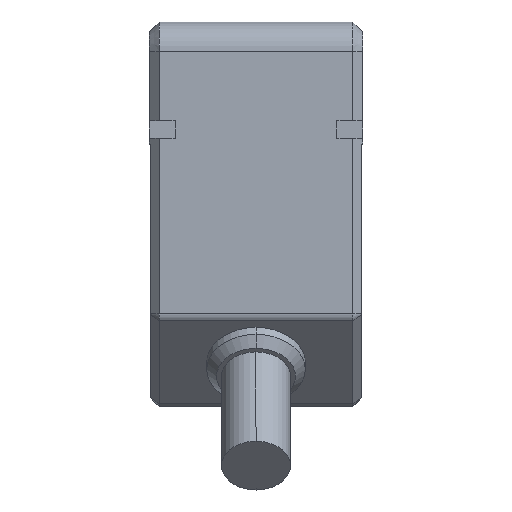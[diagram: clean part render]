
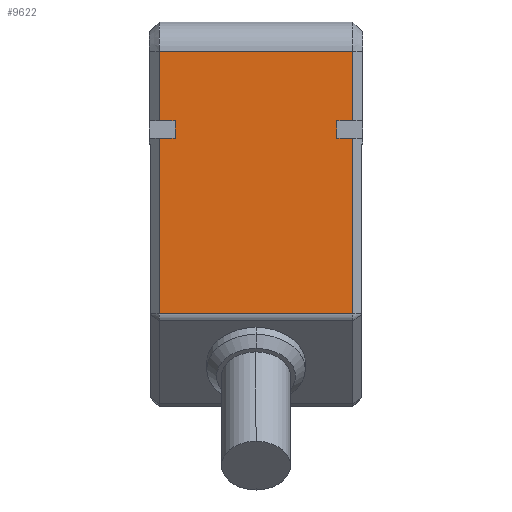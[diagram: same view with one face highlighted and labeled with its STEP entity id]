
A CAD part, front view. The second image highlights one B-rep face of the part: STEP entity #9622.
In plain terms, the highlighted planar face has unit normal (0, -1, 0).
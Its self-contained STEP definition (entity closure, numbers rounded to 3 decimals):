
#25 = VECTOR ( 'NONE', #805, 1000. ) ;
#33 = CARTESIAN_POINT ( 'NONE',  ( 4.1, -15.75, -5. ) ) ;
#190 = FACE_OUTER_BOUND ( 'NONE', #8782, .T. ) ;
#218 = ORIENTED_EDGE ( 'NONE', *, *, #10218, .F. ) ;
#295 = EDGE_CURVE ( 'NONE', #9630, #3704, #4891, .T. ) ;
#388 = CARTESIAN_POINT ( 'NONE',  ( 4.9, -15.75, -10.346 ) ) ;
#583 = CARTESIAN_POINT ( 'NONE',  ( 0., -15.75, -5. ) ) ;
#639 = VERTEX_POINT ( 'NONE', #7960 ) ;
#805 = DIRECTION ( 'NONE',  ( -1., 0., 0. ) ) ;
#816 = VERTEX_POINT ( 'NONE', #3307 ) ;
#1053 = CARTESIAN_POINT ( 'NONE',  ( 4.1, -15.75, -5.9 ) ) ;
#1078 = EDGE_CURVE ( 'NONE', #8934, #5830, #10390, .T. ) ;
#1132 = CARTESIAN_POINT ( 'NONE',  ( -4.9, -15.75, -8.146 ) ) ;
#1283 = VERTEX_POINT ( 'NONE', #33 ) ;
#1361 = CARTESIAN_POINT ( 'NONE',  ( 4.9, -15.75, -8.146 ) ) ;
#1387 = VECTOR ( 'NONE', #6284, 1000. ) ;
#1876 = EDGE_CURVE ( 'NONE', #639, #9630, #7762, .T. ) ;
#2086 = DIRECTION ( 'NONE',  ( 0., 0., 1. ) ) ;
#2106 = VECTOR ( 'NONE', #5847, 1000. ) ;
#2231 = DIRECTION ( 'NONE',  ( 1., 0., 0. ) ) ;
#2408 = ORIENTED_EDGE ( 'NONE', *, *, #3270, .F. ) ;
#2565 = CARTESIAN_POINT ( 'NONE',  ( 4.1, -15.75, -8.146 ) ) ;
#2665 = DIRECTION ( 'NONE',  ( 0., 0., 1. ) ) ;
#2739 = LINE ( 'NONE', #6021, #9003 ) ;
#2909 = LINE ( 'NONE', #6191, #10224 ) ;
#2929 = ORIENTED_EDGE ( 'NONE', *, *, #7072, .F. ) ;
#2997 = CARTESIAN_POINT ( 'NONE',  ( 0., -15.75, -5.9 ) ) ;
#3270 = EDGE_CURVE ( 'NONE', #1283, #5340, #9957, .T. ) ;
#3307 = CARTESIAN_POINT ( 'NONE',  ( 4.9, -15.75, -5. ) ) ;
#3341 = VERTEX_POINT ( 'NONE', #10161 ) ;
#3456 = PLANE ( 'NONE',  #10425 ) ;
#3515 = CARTESIAN_POINT ( 'NONE',  ( 4.9, -15.75, -1.5 ) ) ;
#3644 = LINE ( 'NONE', #6932, #8162 ) ;
#3662 = DIRECTION ( 'NONE',  ( 0., 0., -1. ) ) ;
#3704 = VERTEX_POINT ( 'NONE', #10523 ) ;
#3862 = DIRECTION ( 'NONE',  ( -1., 0., 0. ) ) ;
#4240 = ORIENTED_EDGE ( 'NONE', *, *, #6511, .F. ) ;
#4415 = DIRECTION ( 'NONE',  ( 0., 0., 1. ) ) ;
#4641 = DIRECTION ( 'NONE',  ( 0., 0., -1. ) ) ;
#4698 = VECTOR ( 'NONE', #3862, 1000. ) ;
#4888 = VECTOR ( 'NONE', #4415, 1000. ) ;
#4891 = LINE ( 'NONE', #8190, #25 ) ;
#4896 = ORIENTED_EDGE ( 'NONE', *, *, #8755, .F. ) ;
#4965 = EDGE_CURVE ( 'NONE', #3341, #6273, #2739, .T. ) ;
#5340 = VERTEX_POINT ( 'NONE', #1053 ) ;
#5534 = EDGE_CURVE ( 'NONE', #816, #1283, #7957, .T. ) ;
#5830 = VERTEX_POINT ( 'NONE', #8330 ) ;
#5847 = DIRECTION ( 'NONE',  ( 0., 0., -1. ) ) ;
#5867 = VERTEX_POINT ( 'NONE', #3515 ) ;
#6021 = CARTESIAN_POINT ( 'NONE',  ( 0., -15.75, -5. ) ) ;
#6174 = LINE ( 'NONE', #9477, #9202 ) ;
#6191 = CARTESIAN_POINT ( 'NONE',  ( -4.9, -15.75, -10.346 ) ) ;
#6224 = EDGE_CURVE ( 'NONE', #8934, #3704, #2909, .T. ) ;
#6273 = VERTEX_POINT ( 'NONE', #7920 ) ;
#6280 = ORIENTED_EDGE ( 'NONE', *, *, #295, .F. ) ;
#6284 = DIRECTION ( 'NONE',  ( 1., 0., 0. ) ) ;
#6298 = ORIENTED_EDGE ( 'NONE', *, *, #4965, .F. ) ;
#6324 = LINE ( 'NONE', #9627, #6942 ) ;
#6511 = EDGE_CURVE ( 'NONE', #5340, #639, #3644, .T. ) ;
#6561 = VECTOR ( 'NONE', #3662, 1000. ) ;
#6747 = CARTESIAN_POINT ( 'NONE',  ( -4.9, -15.75, -14.793 ) ) ;
#6895 = ORIENTED_EDGE ( 'NONE', *, *, #6224, .T. ) ;
#6932 = CARTESIAN_POINT ( 'NONE',  ( 0., -15.75, -5.9 ) ) ;
#6942 = VECTOR ( 'NONE', #2231, 1000. ) ;
#7072 = EDGE_CURVE ( 'NONE', #6273, #10202, #8519, .T. ) ;
#7335 = CARTESIAN_POINT ( 'NONE',  ( -4.9, -15.75, -5.9 ) ) ;
#7762 = LINE ( 'NONE', #388, #6561 ) ;
#7920 = CARTESIAN_POINT ( 'NONE',  ( -4.9, -15.75, -5. ) ) ;
#7957 = LINE ( 'NONE', #583, #4698 ) ;
#7960 = CARTESIAN_POINT ( 'NONE',  ( 4.9, -15.75, -5.9 ) ) ;
#8162 = VECTOR ( 'NONE', #10238, 1000. ) ;
#8190 = CARTESIAN_POINT ( 'NONE',  ( 0., -15.75, -14.793 ) ) ;
#8330 = CARTESIAN_POINT ( 'NONE',  ( -4.1, -15.75, -5.9 ) ) ;
#8332 = ORIENTED_EDGE ( 'NONE', *, *, #1876, .F. ) ;
#8427 = CARTESIAN_POINT ( 'NONE',  ( 4.9, -15.75, -14.793 ) ) ;
#8519 = LINE ( 'NONE', #1132, #4888 ) ;
#8749 = LINE ( 'NONE', #1361, #9391 ) ;
#8755 = EDGE_CURVE ( 'NONE', #10202, #5867, #6324, .T. ) ;
#8782 = EDGE_LOOP ( 'NONE', ( #6280, #8332, #4240, #2408, #9550, #218, #4896, #2929, #6298, #10032, #9874, #6895 ) ) ;
#8934 = VERTEX_POINT ( 'NONE', #7335 ) ;
#9003 = VECTOR ( 'NONE', #9321, 1000. ) ;
#9202 = VECTOR ( 'NONE', #2086, 1000. ) ;
#9321 = DIRECTION ( 'NONE',  ( -1., 0., 0. ) ) ;
#9391 = VECTOR ( 'NONE', #4641, 1000. ) ;
#9398 = EDGE_CURVE ( 'NONE', #5830, #3341, #6174, .T. ) ;
#9477 = CARTESIAN_POINT ( 'NONE',  ( -4.1, -15.75, -8.146 ) ) ;
#9495 = DIRECTION ( 'NONE',  ( 0., 0., -1. ) ) ;
#9550 = ORIENTED_EDGE ( 'NONE', *, *, #5534, .F. ) ;
#9622 = ADVANCED_FACE ( 'NONE', ( #190 ), #3456, .F. ) ;
#9627 = CARTESIAN_POINT ( 'NONE',  ( 0., -15.75, -1.5 ) ) ;
#9630 = VERTEX_POINT ( 'NONE', #8427 ) ;
#9874 = ORIENTED_EDGE ( 'NONE', *, *, #1078, .F. ) ;
#9957 = LINE ( 'NONE', #2565, #2106 ) ;
#10032 = ORIENTED_EDGE ( 'NONE', *, *, #9398, .F. ) ;
#10053 = DIRECTION ( 'NONE',  ( 0., 1., 0. ) ) ;
#10161 = CARTESIAN_POINT ( 'NONE',  ( -4.1, -15.75, -5. ) ) ;
#10202 = VERTEX_POINT ( 'NONE', #10370 ) ;
#10218 = EDGE_CURVE ( 'NONE', #5867, #816, #8749, .T. ) ;
#10224 = VECTOR ( 'NONE', #9495, 1000. ) ;
#10238 = DIRECTION ( 'NONE',  ( 1., 0., 0. ) ) ;
#10370 = CARTESIAN_POINT ( 'NONE',  ( -4.9, -15.75, -1.5 ) ) ;
#10390 = LINE ( 'NONE', #2997, #1387 ) ;
#10425 = AXIS2_PLACEMENT_3D ( 'NONE', #6747, #10053, #2665 ) ;
#10523 = CARTESIAN_POINT ( 'NONE',  ( -4.9, -15.75, -14.793 ) ) ;
